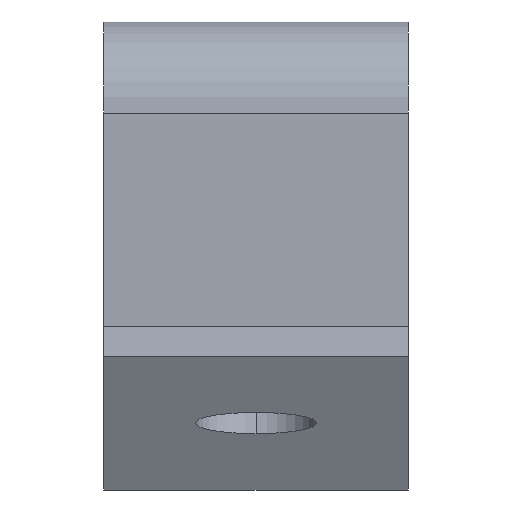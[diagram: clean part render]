
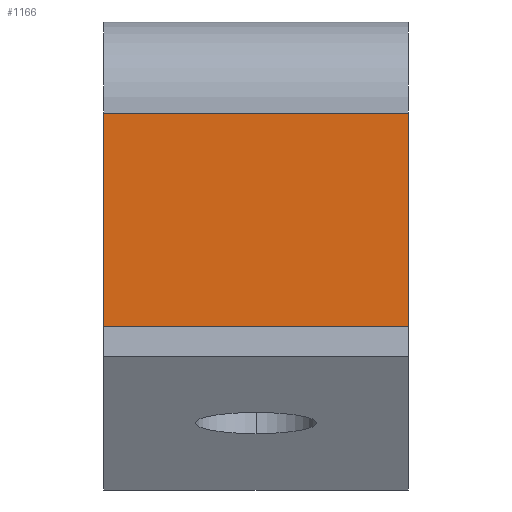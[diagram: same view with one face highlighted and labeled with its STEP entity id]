
A CAD part, left-side view. The second image highlights one B-rep face of the part: STEP entity #1166.
In plain terms, the highlighted planar face has unit normal (-1, 0, 0).
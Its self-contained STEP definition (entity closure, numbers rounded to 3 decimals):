
#295=CARTESIAN_POINT('',(-0.792,-0.313,0.0));
#296=VERTEX_POINT('',#295);
#338=CARTESIAN_POINT('',(-0.792,0.313,0.0));
#339=VERTEX_POINT('',#338);
#929=CARTESIAN_POINT('',(-0.792,0.313,0.438));
#930=VERTEX_POINT('',#929);
#931=CARTESIAN_POINT('',(-0.792,0.313,0.438));
#932=DIRECTION('',(0.0,0.0,-1.0));
#933=VECTOR('',#932,0.438);
#934=LINE('',#931,#933);
#935=EDGE_CURVE('',#930,#339,#934,.T.);
#1132=CARTESIAN_POINT('',(-0.792,0.313,0.0));
#1133=DIRECTION('',(0.0,-1.0,0.0));
#1134=VECTOR('',#1133,0.625);
#1135=LINE('',#1132,#1134);
#1136=EDGE_CURVE('',#339,#296,#1135,.T.);
#1143=CARTESIAN_POINT('',(-0.792,0.313,0.0));
#1144=DIRECTION('',(-1.0,0.0,0.0));
#1145=DIRECTION('',(0.0,0.0,-1.0));
#1146=AXIS2_PLACEMENT_3D('',#1143,#1144,#1145);
#1147=PLANE('',#1146);
#1148=CARTESIAN_POINT('',(-0.792,-0.313,0.438));
#1149=VERTEX_POINT('',#1148);
#1150=CARTESIAN_POINT('',(-0.792,-0.313,0.0));
#1151=DIRECTION('',(0.0,0.0,1.0));
#1152=VECTOR('',#1151,0.438);
#1153=LINE('',#1150,#1152);
#1154=EDGE_CURVE('',#296,#1149,#1153,.T.);
#1155=ORIENTED_EDGE('',*,*,#1154,.T.);
#1156=CARTESIAN_POINT('',(-0.792,0.313,0.438));
#1157=DIRECTION('',(0.0,-1.0,0.0));
#1158=VECTOR('',#1157,0.625);
#1159=LINE('',#1156,#1158);
#1160=EDGE_CURVE('',#930,#1149,#1159,.T.);
#1161=ORIENTED_EDGE('',*,*,#1160,.F.);
#1162=ORIENTED_EDGE('',*,*,#935,.T.);
#1163=ORIENTED_EDGE('',*,*,#1136,.T.);
#1164=EDGE_LOOP('',(#1155,#1161,#1162,#1163));
#1165=FACE_OUTER_BOUND('',#1164,.T.);
#1166=ADVANCED_FACE('',(#1165),#1147,.T.);
